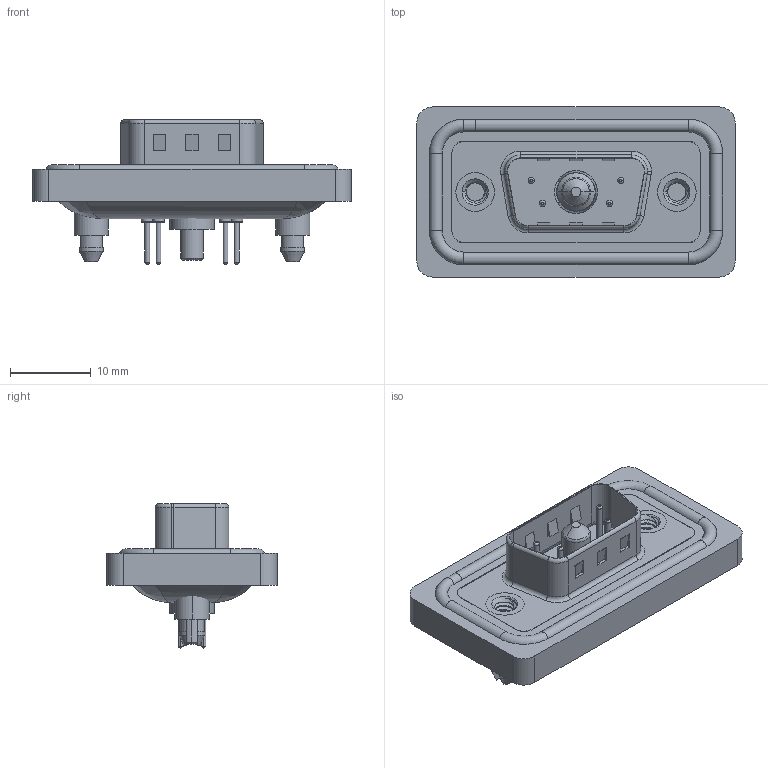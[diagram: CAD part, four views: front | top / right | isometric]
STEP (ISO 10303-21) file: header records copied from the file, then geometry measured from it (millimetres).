
FILE_DESCRIPTION (( 'STEP AP203' ), '1' );
FILE_NAME ('627W5W1-624-2N5.STEP', '2024-03-19T17:37:12', ( '' ), ( '' ), 'SwSTEP 2.0', 'SolidWorks 2023', '' );
FILE_SCHEMA (( 'CONFIG_CONTROL_DESIGN' ));
Length unit declared in the file: millimetre
Products named in the file (9): 627Combo Contact Row 1_24; 627Combo Waterproof Housing_09 Contacts; 627Combo Threaded Boardlock_5; Power Pin_20A S; 627Combo Shell Front_09 Contacts; 627Combo Contact Row 2_24; 627W5W1-624-2N5; 627Combo Shell Rear_09 Contacts; 627Combo Housing_5W1
Assembly tree (11 placements, depth 2):
  627W5W1-624-2N5
    627Combo Housing_5W1
    627Combo Waterproof Housing_09 Contacts
    627Combo Shell Rear_09 Contacts
    627Combo Shell Front_09 Contacts
    627Combo Threaded Boardlock_5  x2
    Power Pin_20A S
    627Combo Contact Row 1_24  x2
    627Combo Contact Row 2_24  x2
Bounding box: 39.5 x 21.1 x 17.9 mm (x, y, z)
Volume: 4521.2 mm3; surface area: 7274.4 mm2
Topology: 13 solids, 13 shells, 648 faces, 1531 edges, 949 vertices
Faces by surface type: cylinder 287, plane 199, torus 130, cone 21, bspline 11
Entity records: 18415 total; most frequent: CARTESIAN_POINT 4758, DIRECTION 2823, ORIENTED_EDGE 2528, EDGE_CURVE 1264, AXIS2_PLACEMENT_3D 1117, VERTEX_POINT 790, EDGE_LOOP 606, LINE 589
